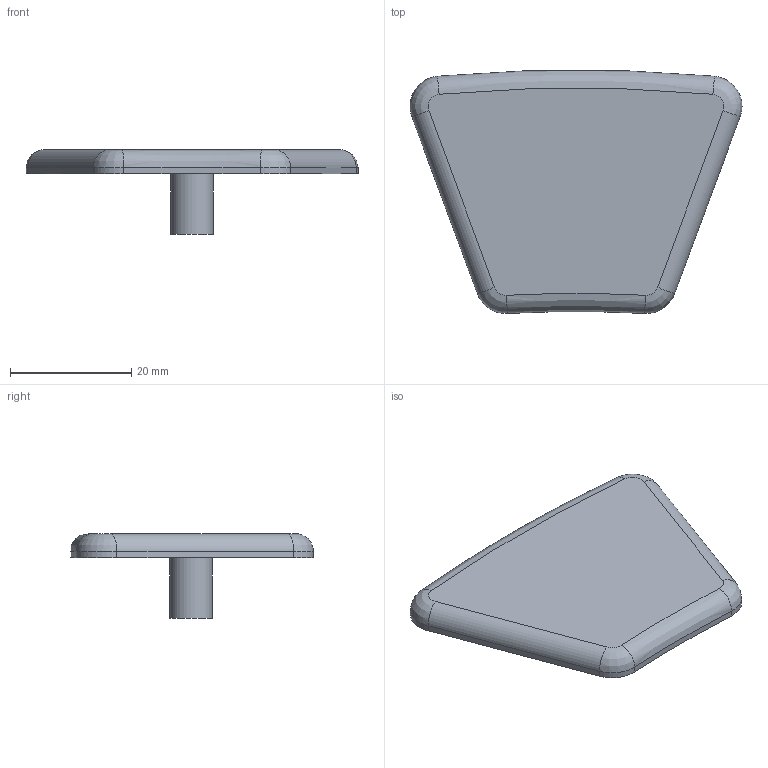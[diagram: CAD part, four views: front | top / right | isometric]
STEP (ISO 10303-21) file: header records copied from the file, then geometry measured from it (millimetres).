
FILE_DESCRIPTION(('STEP AP203'),'2;1');
FILE_NAME('18.014.00.stp','2011-06-06T18:21:06',(''),(''),'2009.3.110','THINKDESIGN','');
FILE_SCHEMA(('CONFIG_CONTROL_DESIGN'));
Length unit declared in the file: millimetre
Bounding box: 54.85 x 40.13 x 14 mm (x, y, z)
Volume: 7085.1 mm3; surface area: 4157.3 mm2
Topology: 1 solids, 1 shells, 20 faces, 45 edges, 28 vertices
Faces by surface type: cylinder 9, bspline 6, plane 5
Full cylindrical faces by diameter (mm): 7 x1
Entity records: 990 total; most frequent: CARTESIAN_POINT 437, DIRECTION 103, ORIENTED_EDGE 90, EDGE_CURVE 45, AXIS2_PLACEMENT_3D 44, CIRCLE 30, VERTEX_POINT 28, EDGE_LOOP 21
